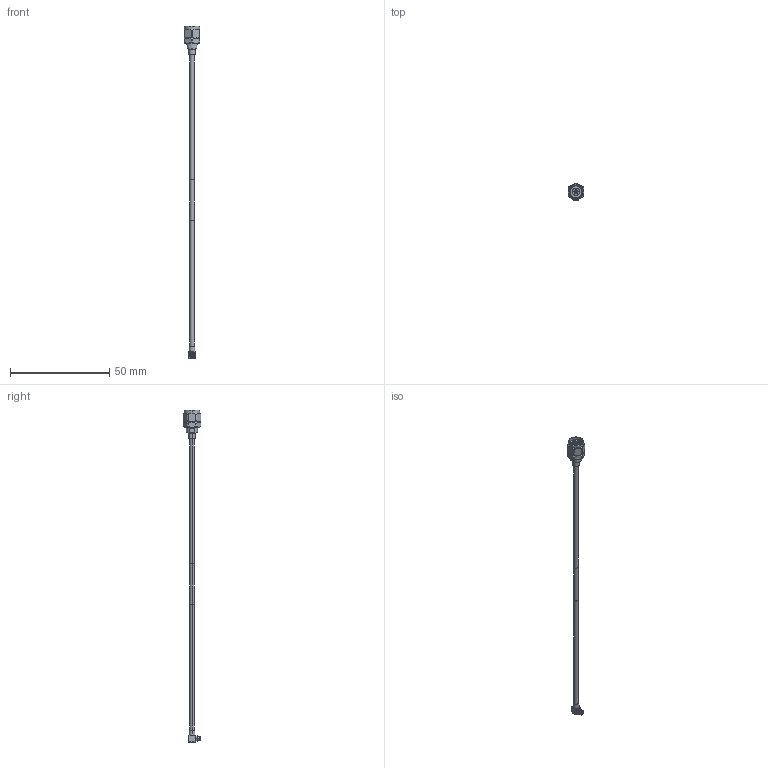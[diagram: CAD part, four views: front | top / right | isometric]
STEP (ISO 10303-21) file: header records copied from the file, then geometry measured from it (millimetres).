
FILE_DESCRIPTION (( 'STEP AP214' ), '1' );
FILE_NAME ('FMCA100335_3D.step', '2025-11-11T18:13:27', ( '' ), ( '' ), 'SwSTEP 2.0', 'SolidWorks 2025', '' );
FILE_SCHEMA (( 'AUTOMOTIVE_DESIGN' ));
Length unit declared in the file: inch
Products named in the file (4): PE-SR405FL_WITH LABEL; PE45413; FMCA100335_3D; PE44494
Assembly tree (3 placements, depth 2):
  FMCA100335_3D
    PE-SR405FL_WITH LABEL
    PE45413
    PE44494
Bounding box: 7.92 x 8.88 x 167.46 mm (x, y, z)
Volume: 959.5 mm3; surface area: 2019.9 mm2
Topology: 7 solids, 7 shells, 255 faces, 646 edges, 422 vertices
Faces by surface type: cylinder 99, plane 92, cone 51, bspline 9, torus 4
Entity records: 10828 total; most frequent: CARTESIAN_POINT 4610, ORIENTED_EDGE 1292, DIRECTION 1244, EDGE_CURVE 646, AXIS2_PLACEMENT_3D 503, VERTEX_POINT 422, EDGE_LOOP 286, ADVANCED_FACE 255
